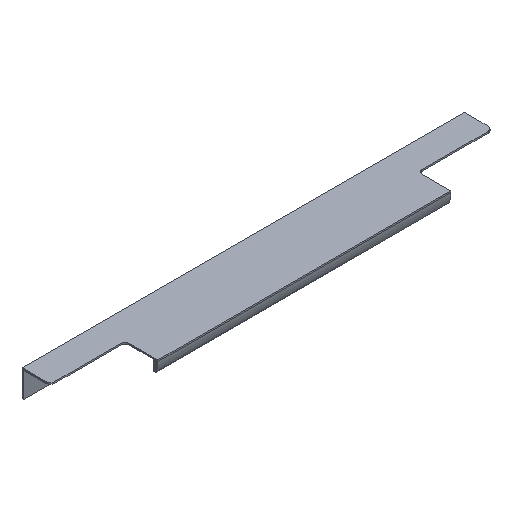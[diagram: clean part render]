
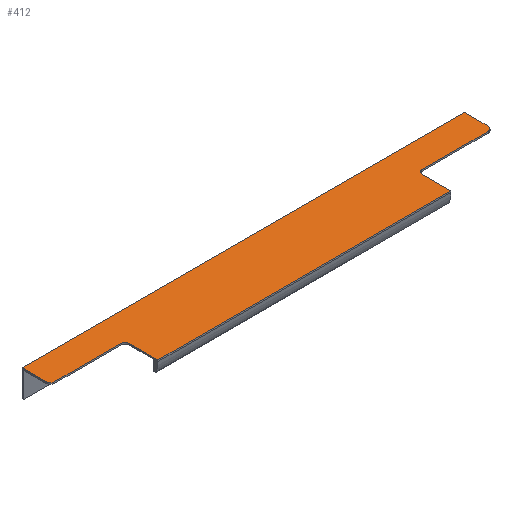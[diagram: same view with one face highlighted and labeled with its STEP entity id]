
A CAD part, isometric view. The second image highlights one B-rep face of the part: STEP entity #412.
In plain terms, the highlighted planar face has unit normal (0, 0, 1).
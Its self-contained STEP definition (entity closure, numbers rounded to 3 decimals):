
#32=PLANE('',#472);
#53=FACE_OUTER_BOUND('',#78,.T.);
#78=EDGE_LOOP('',(#363,#364,#365,#366,#367,#368,#369,#370,#371,#372,#373,
#374));
#88=LINE('',#624,#129);
#101=LINE('',#659,#142);
#105=LINE('',#670,#146);
#107=LINE('',#674,#148);
#110=LINE('',#680,#151);
#114=LINE('',#692,#155);
#118=LINE('',#702,#159);
#120=LINE('',#705,#161);
#129=VECTOR('',#506,10.);
#142=VECTOR('',#537,10.);
#146=VECTOR('',#549,10.);
#148=VECTOR('',#553,10.);
#151=VECTOR('',#558,10.);
#155=VECTOR('',#570,10.);
#159=VECTOR('',#582,10.);
#161=VECTOR('',#586,10.);
#171=CIRCLE('',#455,3.);
#173=CIRCLE('',#459,3.);
#175=CIRCLE('',#465,3.);
#177=CIRCLE('',#469,3.);
#189=VERTEX_POINT('',#621);
#190=VERTEX_POINT('',#623);
#200=VERTEX_POINT('',#650);
#201=VERTEX_POINT('',#652);
#203=VERTEX_POINT('',#658);
#205=VERTEX_POINT('',#664);
#206=VERTEX_POINT('',#669);
#207=VERTEX_POINT('',#673);
#209=VERTEX_POINT('',#679);
#211=VERTEX_POINT('',#685);
#213=VERTEX_POINT('',#691);
#215=VERTEX_POINT('',#697);
#230=EDGE_CURVE('',#190,#189,#88,.T.);
#244=EDGE_CURVE('',#201,#200,#171,.T.);
#247=EDGE_CURVE('',#203,#201,#101,.T.);
#250=EDGE_CURVE('',#205,#203,#173,.T.);
#253=EDGE_CURVE('',#206,#205,#105,.T.);
#255=EDGE_CURVE('',#207,#206,#107,.T.);
#258=EDGE_CURVE('',#209,#207,#110,.T.);
#261=EDGE_CURVE('',#211,#209,#175,.T.);
#264=EDGE_CURVE('',#213,#211,#114,.T.);
#267=EDGE_CURVE('',#215,#213,#177,.T.);
#270=EDGE_CURVE('',#189,#215,#118,.T.);
#272=EDGE_CURVE('',#200,#190,#120,.T.);
#363=ORIENTED_EDGE('',*,*,#272,.T.);
#364=ORIENTED_EDGE('',*,*,#230,.T.);
#365=ORIENTED_EDGE('',*,*,#270,.T.);
#366=ORIENTED_EDGE('',*,*,#267,.T.);
#367=ORIENTED_EDGE('',*,*,#264,.T.);
#368=ORIENTED_EDGE('',*,*,#261,.T.);
#369=ORIENTED_EDGE('',*,*,#258,.T.);
#370=ORIENTED_EDGE('',*,*,#255,.T.);
#371=ORIENTED_EDGE('',*,*,#253,.T.);
#372=ORIENTED_EDGE('',*,*,#250,.T.);
#373=ORIENTED_EDGE('',*,*,#247,.T.);
#374=ORIENTED_EDGE('',*,*,#244,.T.);
#412=ADVANCED_FACE('',(#53),#32,.T.);
#455=AXIS2_PLACEMENT_3D('',#653,#531,#532);
#459=AXIS2_PLACEMENT_3D('',#665,#543,#544);
#465=AXIS2_PLACEMENT_3D('',#686,#564,#565);
#469=AXIS2_PLACEMENT_3D('',#698,#576,#577);
#472=AXIS2_PLACEMENT_3D('',#706,#587,#588);
#506=DIRECTION('',(-1.,0.,0.));
#531=DIRECTION('center_axis',(0.,0.,1.));
#532=DIRECTION('ref_axis',(0.,-1.,0.));
#537=DIRECTION('',(1.,0.,0.));
#543=DIRECTION('center_axis',(0.,0.,-1.));
#544=DIRECTION('ref_axis',(0.,-1.,0.));
#549=DIRECTION('',(0.,1.,0.));
#553=DIRECTION('',(1.,0.,0.));
#558=DIRECTION('',(0.,-1.,0.));
#564=DIRECTION('center_axis',(0.,0.,-1.));
#565=DIRECTION('ref_axis',(-1.,0.,0.));
#570=DIRECTION('',(1.,0.,0.));
#576=DIRECTION('center_axis',(0.,0.,1.));
#577=DIRECTION('ref_axis',(-1.,0.,0.));
#582=DIRECTION('',(0.,-1.,0.));
#586=DIRECTION('',(0.,1.,0.));
#587=DIRECTION('center_axis',(0.,0.,1.));
#588=DIRECTION('ref_axis',(1.,0.,0.));
#621=CARTESIAN_POINT('',(0.,51.,1.));
#623=CARTESIAN_POINT('',(296.,51.,1.));
#624=CARTESIAN_POINT('',(296.,51.,1.));
#650=CARTESIAN_POINT('',(296.,35.,1.));
#652=CARTESIAN_POINT('',(293.,32.,1.));
#653=CARTESIAN_POINT('Origin',(293.,35.,1.));
#658=CARTESIAN_POINT('',(249.,32.,1.));
#659=CARTESIAN_POINT('',(249.,32.,1.));
#664=CARTESIAN_POINT('',(246.,29.,1.));
#665=CARTESIAN_POINT('Origin',(249.,29.,1.));
#669=CARTESIAN_POINT('',(246.,10.,1.));
#670=CARTESIAN_POINT('',(246.,10.,1.));
#673=CARTESIAN_POINT('',(50.,10.,1.));
#674=CARTESIAN_POINT('',(50.,10.,1.));
#679=CARTESIAN_POINT('',(50.,29.,1.));
#680=CARTESIAN_POINT('',(50.,29.,1.));
#685=CARTESIAN_POINT('',(47.,32.,1.));
#686=CARTESIAN_POINT('Origin',(47.,29.,1.));
#691=CARTESIAN_POINT('',(3.,32.,1.));
#692=CARTESIAN_POINT('',(3.,32.,1.));
#697=CARTESIAN_POINT('',(0.,35.,1.));
#698=CARTESIAN_POINT('Origin',(3.,35.,1.));
#702=CARTESIAN_POINT('',(0.,51.,1.));
#705=CARTESIAN_POINT('',(296.,35.,1.));
#706=CARTESIAN_POINT('Origin',(148.,30.5,1.));
